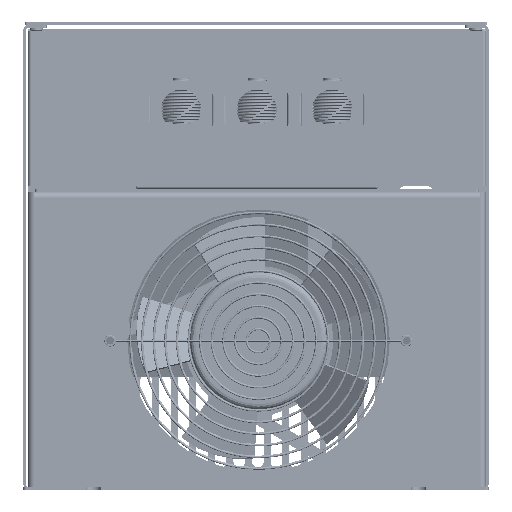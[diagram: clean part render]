
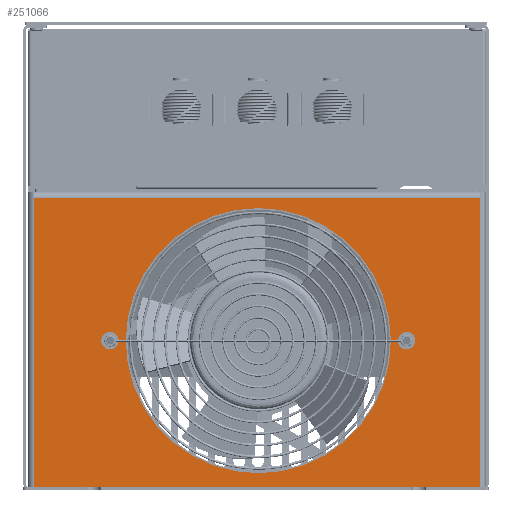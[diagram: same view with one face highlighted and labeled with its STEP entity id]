
A CAD part, front view. The second image highlights one B-rep face of the part: STEP entity #251066.
In plain terms, the highlighted face is planar.
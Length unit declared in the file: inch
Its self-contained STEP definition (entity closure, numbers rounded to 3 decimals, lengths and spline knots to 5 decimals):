
#2022 = CARTESIAN_POINT ( 'NONE',  ( 8.13898, 3.15, 0. ) ) ;
#5165 = DIRECTION ( 'NONE',  ( 0., 0., 1. ) ) ;
#7071 = AXIS2_PLACEMENT_3D ( 'NONE', #14086, #402215, #365544 ) ;
#14086 = CARTESIAN_POINT ( 'NONE',  ( 0., 0., 0. ) ) ;
#14482 = ORIENTED_EDGE ( 'NONE', *, *, #126999, .T. ) ;
#16826 = ORIENTED_EDGE ( 'NONE', *, *, #43009, .F. ) ;
#28557 = VERTEX_POINT ( 'NONE', #89840 ) ;
#30680 = DIRECTION ( 'NONE',  ( 0., 0., 1. ) ) ;
#34951 = DIRECTION ( 'NONE',  ( 1., 0., 0. ) ) ;
#39242 = DIRECTION ( 'NONE',  ( -1., 0., 0. ) ) ;
#43009 = EDGE_CURVE ( 'NONE', #28557, #79504, #128035, .T. ) ;
#45936 = EDGE_CURVE ( 'NONE', #51585, #163873, #57331, .T. ) ;
#51585 = VERTEX_POINT ( 'NONE', #218518 ) ;
#55861 = DIRECTION ( 'NONE',  ( 0., 0., 1. ) ) ;
#57331 = LINE ( 'NONE', #368044, #244710 ) ;
#63991 = EDGE_CURVE ( 'NONE', #163873, #368630, #184568, .T. ) ;
#76846 = EDGE_CURVE ( 'NONE', #198460, #117159, #244935, .T. ) ;
#79504 = VERTEX_POINT ( 'NONE', #270917 ) ;
#84703 = DIRECTION ( 'NONE',  ( 0., 0., 1. ) ) ;
#89840 = CARTESIAN_POINT ( 'NONE',  ( 1.94852, 3.15, 0. ) ) ;
#94044 = DIRECTION ( 'NONE',  ( 0., 0., 1. ) ) ;
#96030 = DIRECTION ( 'NONE',  ( -1., 0., 0. ) ) ;
#99354 = LINE ( 'NONE', #254794, #362009 ) ;
#106048 = FACE_OUTER_BOUND ( 'NONE', #383173, .T. ) ;
#112611 = EDGE_CURVE ( 'NONE', #318445, #51585, #99354, .T. ) ;
#117159 = VERTEX_POINT ( 'NONE', #121402 ) ;
#121402 = CARTESIAN_POINT ( 'NONE',  ( 7.8, 3.15, 0. ) ) ;
#123287 = DIRECTION ( 'NONE',  ( 1., 0., 0. ) ) ;
#126999 = EDGE_CURVE ( 'NONE', #368630, #318445, #372329, .T. ) ;
#128035 = CIRCLE ( 'NONE', #356478, 0.1875 ) ;
#131663 = AXIS2_PLACEMENT_3D ( 'NONE', #253521, #94044, #218757 ) ;
#152919 = CARTESIAN_POINT ( 'NONE',  ( 1.76102, 3.15, 0. ) ) ;
#156252 = EDGE_LOOP ( 'NONE', ( #399038, #16826 ) ) ;
#159837 = EDGE_CURVE ( 'NONE', #396334, #356217, #287932, .T. ) ;
#160340 = AXIS2_PLACEMENT_3D ( 'NONE', #368602, #55861, #123287 ) ;
#160497 = DIRECTION ( 'NONE',  ( -1., 0., 0. ) ) ;
#163873 = VERTEX_POINT ( 'NONE', #317751 ) ;
#165667 = CARTESIAN_POINT ( 'NONE',  ( 7.95148, 3.15, 0. ) ) ;
#169438 = PLANE ( 'NONE',  #7071 ) ;
#181370 = ORIENTED_EDGE ( 'NONE', *, *, #112611, .T. ) ;
#184568 = LINE ( 'NONE', #344019, #399343 ) ;
#195335 = ORIENTED_EDGE ( 'NONE', *, *, #316758, .F. ) ;
#196255 = AXIS2_PLACEMENT_3D ( 'NONE', #2022, #30680, #96030 ) ;
#196469 = ORIENTED_EDGE ( 'NONE', *, *, #45936, .T. ) ;
#198460 = VERTEX_POINT ( 'NONE', #271454 ) ;
#198940 = ORIENTED_EDGE ( 'NONE', *, *, #159837, .F. ) ;
#209419 = DIRECTION ( 'NONE',  ( 1., 0., 0. ) ) ;
#212546 = ORIENTED_EDGE ( 'NONE', *, *, #63991, .T. ) ;
#218518 = CARTESIAN_POINT ( 'NONE',  ( 9.7175, 6.2275, 0. ) ) ;
#218757 = DIRECTION ( 'NONE',  ( -1., 0., 0. ) ) ;
#218969 = CARTESIAN_POINT ( 'NONE',  ( 0., 0., 0. ) ) ;
#225523 = EDGE_LOOP ( 'NONE', ( #195335, #303109 ) ) ;
#236880 = CARTESIAN_POINT ( 'NONE',  ( 0.1225, 0., 0. ) ) ;
#244710 = VECTOR ( 'NONE', #339409, 39.37008 ) ;
#244935 = CIRCLE ( 'NONE', #160340, 2.85 ) ;
#251066 = ADVANCED_FACE ( 'NONE', ( #388123, #386120, #106048, #355475 ), #169438, .F. ) ;
#252880 = EDGE_CURVE ( 'NONE', #79504, #28557, #288392, .T. ) ;
#253521 = CARTESIAN_POINT ( 'NONE',  ( 1.76102, 3.15, 0. ) ) ;
#254442 = CIRCLE ( 'NONE', #313944, 0.1875 ) ;
#254794 = CARTESIAN_POINT ( 'NONE',  ( 9.7175, 0., 0. ) ) ;
#262668 = EDGE_LOOP ( 'NONE', ( #198940, #396392 ) ) ;
#262694 = CIRCLE ( 'NONE', #393369, 2.85 ) ;
#270917 = CARTESIAN_POINT ( 'NONE',  ( 1.57352, 3.15, 0. ) ) ;
#271454 = CARTESIAN_POINT ( 'NONE',  ( 2.1, 3.15, 0. ) ) ;
#272803 = CARTESIAN_POINT ( 'NONE',  ( 4.95, 3.15, 0. ) ) ;
#287932 = CIRCLE ( 'NONE', #196255, 0.1875 ) ;
#288392 = CIRCLE ( 'NONE', #131663, 0.1875 ) ;
#303109 = ORIENTED_EDGE ( 'NONE', *, *, #76846, .F. ) ;
#313944 = AXIS2_PLACEMENT_3D ( 'NONE', #376647, #347980, #39242 ) ;
#316758 = EDGE_CURVE ( 'NONE', #117159, #198460, #262694, .T. ) ;
#317751 = CARTESIAN_POINT ( 'NONE',  ( 0.1225, 6.2275, 0. ) ) ;
#318445 = VERTEX_POINT ( 'NONE', #391238 ) ;
#339409 = DIRECTION ( 'NONE',  ( -1., 0., 0. ) ) ;
#343297 = EDGE_CURVE ( 'NONE', #356217, #396334, #254442, .T. ) ;
#344019 = CARTESIAN_POINT ( 'NONE',  ( 0.1225, 6.35, 0. ) ) ;
#347980 = DIRECTION ( 'NONE',  ( 0., 0., 1. ) ) ;
#355475 = FACE_BOUND ( 'NONE', #156252, .T. ) ;
#356217 = VERTEX_POINT ( 'NONE', #366733 ) ;
#356478 = AXIS2_PLACEMENT_3D ( 'NONE', #152919, #5165, #160497 ) ;
#362009 = VECTOR ( 'NONE', #377461, 39.37008 ) ;
#365544 = DIRECTION ( 'NONE',  ( -1., 0., 0. ) ) ;
#366733 = CARTESIAN_POINT ( 'NONE',  ( 8.32648, 3.15, 0. ) ) ;
#368044 = CARTESIAN_POINT ( 'NONE',  ( 9.7175, 6.2275, 0. ) ) ;
#368579 = VECTOR ( 'NONE', #34951, 39.37008 ) ;
#368602 = CARTESIAN_POINT ( 'NONE',  ( 4.95, 3.15, 0. ) ) ;
#368630 = VERTEX_POINT ( 'NONE', #236880 ) ;
#372329 = LINE ( 'NONE', #218969, #368579 ) ;
#376647 = CARTESIAN_POINT ( 'NONE',  ( 8.13898, 3.15, 0. ) ) ;
#377461 = DIRECTION ( 'NONE',  ( 0., 1., 0. ) ) ;
#383173 = EDGE_LOOP ( 'NONE', ( #196469, #212546, #14482, #181370 ) ) ;
#386120 = FACE_BOUND ( 'NONE', #225523, .T. ) ;
#388123 = FACE_BOUND ( 'NONE', #262668, .T. ) ;
#391238 = CARTESIAN_POINT ( 'NONE',  ( 9.7175, 0., 0. ) ) ;
#393369 = AXIS2_PLACEMENT_3D ( 'NONE', #272803, #84703, #209419 ) ;
#396334 = VERTEX_POINT ( 'NONE', #165667 ) ;
#396392 = ORIENTED_EDGE ( 'NONE', *, *, #343297, .F. ) ;
#399038 = ORIENTED_EDGE ( 'NONE', *, *, #252880, .F. ) ;
#399226 = DIRECTION ( 'NONE',  ( 0., -1., 0. ) ) ;
#399343 = VECTOR ( 'NONE', #399226, 39.37008 ) ;
#402215 = DIRECTION ( 'NONE',  ( 0., 0., -1. ) ) ;
